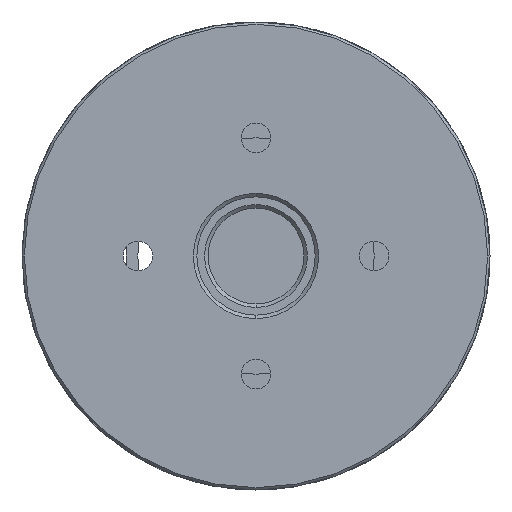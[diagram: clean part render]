
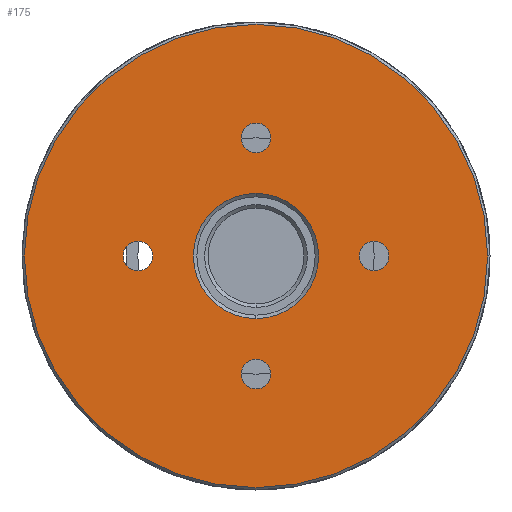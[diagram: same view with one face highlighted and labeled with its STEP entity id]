
A CAD part, left-side view. The second image highlights one B-rep face of the part: STEP entity #175.
In plain terms, the highlighted planar face has unit normal (-1, 0, 0).
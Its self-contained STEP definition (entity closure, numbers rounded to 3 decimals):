
#18 = ORIENTED_EDGE ( 'NONE', *, *, #9369, .F. ) ;
#19 = ORIENTED_EDGE ( 'NONE', *, *, #9306, .F. ) ;
#25 = ORIENTED_EDGE ( 'NONE', *, *, #9308, .F. ) ;
#27 = ORIENTED_EDGE ( 'NONE', *, *, #9327, .F. ) ;
#35 = ORIENTED_EDGE ( 'NONE', *, *, #9445, .F. ) ;
#67 = ORIENTED_EDGE ( 'NONE', *, *, #9335, .F. ) ;
#71 = ORIENTED_EDGE ( 'NONE', *, *, #9436, .F. ) ;
#73 = ORIENTED_EDGE ( 'NONE', *, *, #9342, .F. ) ;
#78 = ORIENTED_EDGE ( 'NONE', *, *, #9378, .F. ) ;
#175 = ADVANCED_FACE ( 'NONE', ( #3444, #3438, #3436, #3443, #3432, #3445 ), #2499, .F. ) ;
#954 = AXIS2_PLACEMENT_3D ( 'NONE', #2483, #2517, #2525 ) ;
#2483 = CARTESIAN_POINT ( 'NONE',  ( 0., 19.8, 0. ) ) ;
#2499 = PLANE ( 'NONE',  #954 ) ;
#2517 = DIRECTION ( 'NONE',  ( 1., 0., 0. ) ) ;
#2525 = DIRECTION ( 'NONE',  ( 0., 0., -1. ) ) ;
#3432 = FACE_BOUND ( 'NONE', #10914, .T. ) ;
#3436 = FACE_BOUND ( 'NONE', #11175, .T. ) ;
#3438 = FACE_BOUND ( 'NONE', #11186, .T. ) ;
#3443 = FACE_BOUND ( 'NONE', #11159, .T. ) ;
#3444 = FACE_OUTER_BOUND ( 'NONE', #11187, .T. ) ;
#3445 = FACE_BOUND ( 'NONE', #10951, .T. ) ;
#5368 = AXIS2_PLACEMENT_3D ( 'NONE', #6765, #6763, #6782 ) ;
#5375 = AXIS2_PLACEMENT_3D ( 'NONE', #6706, #6707, #6728 ) ;
#5377 = AXIS2_PLACEMENT_3D ( 'NONE', #6743, #6773, #6781 ) ;
#5389 = AXIS2_PLACEMENT_3D ( 'NONE', #6834, #6836, #6839 ) ;
#5400 = AXIS2_PLACEMENT_3D ( 'NONE', #6727, #6709, #6710 ) ;
#5404 = AXIS2_PLACEMENT_3D ( 'NONE', #6770, #6764, #6769 ) ;
#5419 = AXIS2_PLACEMENT_3D ( 'NONE', #6693, #6681, #6670 ) ;
#5424 = AXIS2_PLACEMENT_3D ( 'NONE', #6675, #6703, #6701 ) ;
#5428 = AXIS2_PLACEMENT_3D ( 'NONE', #6828, #6823, #6845 ) ;
#5443 = AXIS2_PLACEMENT_3D ( 'NONE', #6889, #6878, #6901 ) ;
#5466 = AXIS2_PLACEMENT_3D ( 'NONE', #7032, #7023, #7051 ) ;
#5473 = AXIS2_PLACEMENT_3D ( 'NONE', #7048, #7031, #7035 ) ;
#6183 = CIRCLE ( 'NONE', #5375, 1.25 ) ;
#6191 = CIRCLE ( 'NONE', #5404, 1.25 ) ;
#6195 = CIRCLE ( 'NONE', #5400, 5.3 ) ;
#6197 = CIRCLE ( 'NONE', #5368, 1.25 ) ;
#6214 = CIRCLE ( 'NONE', #5419, 1.25 ) ;
#6216 = CIRCLE ( 'NONE', #5424, 1.25 ) ;
#6227 = CIRCLE ( 'NONE', #5377, 5.3 ) ;
#6267 = CIRCLE ( 'NONE', #5389, 1.25 ) ;
#6270 = CIRCLE ( 'NONE', #5443, 1.25 ) ;
#6298 = CIRCLE ( 'NONE', #5428, 1.25 ) ;
#6375 = CIRCLE ( 'NONE', #5473, 19.6 ) ;
#6402 = CIRCLE ( 'NONE', #5466, 19.6 ) ;
#6670 = DIRECTION ( 'NONE',  ( 0., 0., 1. ) ) ;
#6675 = CARTESIAN_POINT ( 'NONE',  ( 0., -10., 0. ) ) ;
#6681 = DIRECTION ( 'NONE',  ( -1., 0., 0. ) ) ;
#6693 = CARTESIAN_POINT ( 'NONE',  ( 0., 0., 10. ) ) ;
#6701 = DIRECTION ( 'NONE',  ( 0., 0., 1. ) ) ;
#6703 = DIRECTION ( 'NONE',  ( -1., 0., 0. ) ) ;
#6706 = CARTESIAN_POINT ( 'NONE',  ( 0., -10., 0. ) ) ;
#6707 = DIRECTION ( 'NONE',  ( -1., 0., 0. ) ) ;
#6709 = DIRECTION ( 'NONE',  ( -1., 0., 0. ) ) ;
#6710 = DIRECTION ( 'NONE',  ( 0., 0., 1. ) ) ;
#6727 = CARTESIAN_POINT ( 'NONE',  ( 0., 0., 0. ) ) ;
#6728 = DIRECTION ( 'NONE',  ( 0., 0., 1. ) ) ;
#6743 = CARTESIAN_POINT ( 'NONE',  ( 0., 0., 0. ) ) ;
#6763 = DIRECTION ( 'NONE',  ( -1., 0., 0. ) ) ;
#6764 = DIRECTION ( 'NONE',  ( -1., 0., 0. ) ) ;
#6765 = CARTESIAN_POINT ( 'NONE',  ( 0., 10., 0. ) ) ;
#6769 = DIRECTION ( 'NONE',  ( 0., 0., 1. ) ) ;
#6770 = CARTESIAN_POINT ( 'NONE',  ( 0., 0., -10. ) ) ;
#6773 = DIRECTION ( 'NONE',  ( -1., 0., 0. ) ) ;
#6781 = DIRECTION ( 'NONE',  ( 0., 0., 1. ) ) ;
#6782 = DIRECTION ( 'NONE',  ( 0., 0., 1. ) ) ;
#6823 = DIRECTION ( 'NONE',  ( -1., 0., 0. ) ) ;
#6828 = CARTESIAN_POINT ( 'NONE',  ( 0., 10., 0. ) ) ;
#6834 = CARTESIAN_POINT ( 'NONE',  ( 0., 0., 10. ) ) ;
#6836 = DIRECTION ( 'NONE',  ( -1., 0., 0. ) ) ;
#6839 = DIRECTION ( 'NONE',  ( 0., 0., 1. ) ) ;
#6845 = DIRECTION ( 'NONE',  ( 0., 0., 1. ) ) ;
#6878 = DIRECTION ( 'NONE',  ( -1., 0., 0. ) ) ;
#6889 = CARTESIAN_POINT ( 'NONE',  ( 0., 0., -10. ) ) ;
#6901 = DIRECTION ( 'NONE',  ( 0., 0., 1. ) ) ;
#7023 = DIRECTION ( 'NONE',  ( 1., 0., 0. ) ) ;
#7031 = DIRECTION ( 'NONE',  ( 1., 0., 0. ) ) ;
#7032 = CARTESIAN_POINT ( 'NONE',  ( 0., 0., 0. ) ) ;
#7035 = DIRECTION ( 'NONE',  ( 0., 1., 0. ) ) ;
#7048 = CARTESIAN_POINT ( 'NONE',  ( 0., 0., 0. ) ) ;
#7051 = DIRECTION ( 'NONE',  ( 0., 1., 0. ) ) ;
#7232 = CARTESIAN_POINT ( 'NONE',  ( 0., -10., 1.25 ) ) ;
#7240 = CARTESIAN_POINT ( 'NONE',  ( 0., -19.6, 0. ) ) ;
#7247 = CARTESIAN_POINT ( 'NONE',  ( 0., 0., -11.25 ) ) ;
#7265 = CARTESIAN_POINT ( 'NONE',  ( 0., 0., -5.3 ) ) ;
#7268 = CARTESIAN_POINT ( 'NONE',  ( 0., 10., 1.25 ) ) ;
#7272 = CARTESIAN_POINT ( 'NONE',  ( 0., 0., 5.3 ) ) ;
#7274 = CARTESIAN_POINT ( 'NONE',  ( 0., 10., -1.25 ) ) ;
#7277 = CARTESIAN_POINT ( 'NONE',  ( 0., 19.6, 0. ) ) ;
#7282 = CARTESIAN_POINT ( 'NONE',  ( 0., 0., 11.25 ) ) ;
#7294 = CARTESIAN_POINT ( 'NONE',  ( 0., -10., -1.25 ) ) ;
#7307 = CARTESIAN_POINT ( 'NONE',  ( 0., 0., -8.75 ) ) ;
#7312 = CARTESIAN_POINT ( 'NONE',  ( 0., 0., 8.75 ) ) ;
#9306 = EDGE_CURVE ( 'NONE', #9864, #9836, #6214, .T. ) ;
#9308 = EDGE_CURVE ( 'NONE', #9822, #9835, #6216, .T. ) ;
#9316 = EDGE_CURVE ( 'NONE', #9823, #9839, #6195, .T. ) ;
#9327 = EDGE_CURVE ( 'NONE', #9835, #9822, #6183, .T. ) ;
#9334 = EDGE_CURVE ( 'NONE', #9851, #9841, #6197, .T. ) ;
#9335 = EDGE_CURVE ( 'NONE', #9839, #9823, #6227, .T. ) ;
#9342 = EDGE_CURVE ( 'NONE', #9847, #9863, #6191, .T. ) ;
#9358 = EDGE_CURVE ( 'NONE', #9836, #9864, #6267, .T. ) ;
#9369 = EDGE_CURVE ( 'NONE', #9841, #9851, #6298, .T. ) ;
#9378 = EDGE_CURVE ( 'NONE', #9863, #9847, #6270, .T. ) ;
#9436 = EDGE_CURVE ( 'NONE', #9854, #9838, #6402, .T. ) ;
#9445 = EDGE_CURVE ( 'NONE', #9838, #9854, #6375, .T. ) ;
#9822 = VERTEX_POINT ( 'NONE', #7294 ) ;
#9823 = VERTEX_POINT ( 'NONE', #7265 ) ;
#9835 = VERTEX_POINT ( 'NONE', #7232 ) ;
#9836 = VERTEX_POINT ( 'NONE', #7282 ) ;
#9838 = VERTEX_POINT ( 'NONE', #7277 ) ;
#9839 = VERTEX_POINT ( 'NONE', #7272 ) ;
#9841 = VERTEX_POINT ( 'NONE', #7274 ) ;
#9847 = VERTEX_POINT ( 'NONE', #7247 ) ;
#9851 = VERTEX_POINT ( 'NONE', #7268 ) ;
#9854 = VERTEX_POINT ( 'NONE', #7240 ) ;
#9863 = VERTEX_POINT ( 'NONE', #7307 ) ;
#9864 = VERTEX_POINT ( 'NONE', #7312 ) ;
#10914 = EDGE_LOOP ( 'NONE', ( #11555, #19 ) ) ;
#10951 = EDGE_LOOP ( 'NONE', ( #67, #11550 ) ) ;
#11159 = EDGE_LOOP ( 'NONE', ( #27, #25 ) ) ;
#11175 = EDGE_LOOP ( 'NONE', ( #78, #73 ) ) ;
#11186 = EDGE_LOOP ( 'NONE', ( #11547, #18 ) ) ;
#11187 = EDGE_LOOP ( 'NONE', ( #35, #71 ) ) ;
#11547 = ORIENTED_EDGE ( 'NONE', *, *, #9334, .F. ) ;
#11550 = ORIENTED_EDGE ( 'NONE', *, *, #9316, .F. ) ;
#11555 = ORIENTED_EDGE ( 'NONE', *, *, #9358, .F. ) ;
